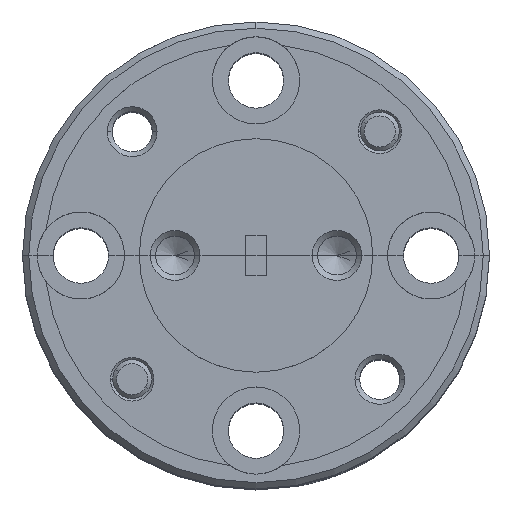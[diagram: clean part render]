
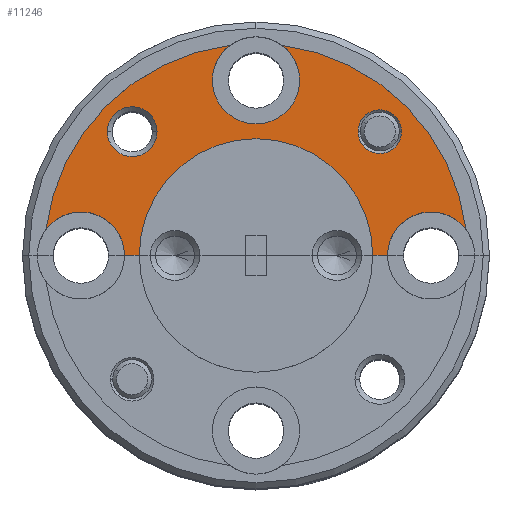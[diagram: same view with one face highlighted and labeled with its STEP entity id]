
A CAD part, top view. The second image highlights one B-rep face of the part: STEP entity #11246.
In plain terms, the highlighted planar face has unit normal (0, 0, 1).
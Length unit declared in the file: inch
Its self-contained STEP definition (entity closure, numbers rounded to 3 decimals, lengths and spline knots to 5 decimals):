
#337 = VERTEX_POINT ( 'NONE', #2018 ) ;
#367 = EDGE_CURVE ( 'NONE', #5923, #1354, #6172, .T. ) ;
#400 = CIRCLE ( 'NONE', #10700, 0.04 ) ;
#483 = VECTOR ( 'NONE', #7764, 39.37008 ) ;
#502 = DIRECTION ( 'NONE',  ( 1., 0., 0. ) ) ;
#634 = FACE_BOUND ( 'NONE', #11449, .T. ) ;
#981 = CARTESIAN_POINT ( 'NONE',  ( 0., 0.28125, -0.02 ) ) ;
#1267 = VERTEX_POINT ( 'NONE', #9972 ) ;
#1351 = DIRECTION ( 'NONE',  ( 0., 0., 1. ) ) ;
#1354 = VERTEX_POINT ( 'NONE', #8306 ) ;
#1362 = AXIS2_PLACEMENT_3D ( 'NONE', #4707, #8950, #502 ) ;
#1530 = CIRCLE ( 'NONE', #8188, 0.035 ) ;
#1674 = EDGE_CURVE ( 'NONE', #2978, #1782, #10794, .T. ) ;
#1681 = CARTESIAN_POINT ( 'NONE',  ( -0.28125, 0., -0.02 ) ) ;
#1782 = VERTEX_POINT ( 'NONE', #10019 ) ;
#1819 = ORIENTED_EDGE ( 'NONE', *, *, #11307, .F. ) ;
#2001 = ORIENTED_EDGE ( 'NONE', *, *, #7837, .F. ) ;
#2010 = DIRECTION ( 'NONE',  ( 0., 0., 1. ) ) ;
#2013 = CARTESIAN_POINT ( 'NONE',  ( 0.33743, 0.04177, -0.02 ) ) ;
#2018 = CARTESIAN_POINT ( 'NONE',  ( -0.21125, 0., -0.02 ) ) ;
#2054 = CARTESIAN_POINT ( 'NONE',  ( -0.23887, 0.19887, -0.02 ) ) ;
#2373 = CIRCLE ( 'NONE', #10948, 0.07 ) ;
#2396 = AXIS2_PLACEMENT_3D ( 'NONE', #10751, #2546, #3603 ) ;
#2400 = CARTESIAN_POINT ( 'NONE',  ( 0.16387, 0.19887, -0.02 ) ) ;
#2497 = DIRECTION ( 'NONE',  ( 1., 0., 0. ) ) ;
#2531 = DIRECTION ( 'NONE',  ( 1., 0., 0. ) ) ;
#2546 = DIRECTION ( 'NONE',  ( 0., 0., 1. ) ) ;
#2592 = AXIS2_PLACEMENT_3D ( 'NONE', #981, #4043, #3975 ) ;
#2754 = DIRECTION ( 'NONE',  ( 1., 0., 0. ) ) ;
#2756 = CARTESIAN_POINT ( 'NONE',  ( 0., 0.28125, -0.02 ) ) ;
#2790 = DIRECTION ( 'NONE',  ( 1., 0., 0. ) ) ;
#2874 = ORIENTED_EDGE ( 'NONE', *, *, #9416, .F. ) ;
#2884 = DIRECTION ( 'NONE',  ( 0., 0., 1. ) ) ;
#2927 = DIRECTION ( 'NONE',  ( 1., 0., 0. ) ) ;
#2978 = VERTEX_POINT ( 'NONE', #3740 ) ;
#2994 = DIRECTION ( 'NONE',  ( 0., 0., 1. ) ) ;
#3012 = DIRECTION ( 'NONE',  ( 1., 0., 0. ) ) ;
#3106 = CIRCLE ( 'NONE', #5901, 0.34 ) ;
#3373 = EDGE_CURVE ( 'NONE', #5685, #12789, #3106, .T. ) ;
#3489 = DIRECTION ( 'NONE',  ( 1., 0., 0. ) ) ;
#3545 = DIRECTION ( 'NONE',  ( 0., 0., 1. ) ) ;
#3603 = DIRECTION ( 'NONE',  ( 1., 0., 0. ) ) ;
#3641 = CIRCLE ( 'NONE', #11166, 0.035 ) ;
#3740 = CARTESIAN_POINT ( 'NONE',  ( 0.1875, 0., -0.02 ) ) ;
#3975 = DIRECTION ( 'NONE',  ( 1., 0., 0. ) ) ;
#3976 = VERTEX_POINT ( 'NONE', #9511 ) ;
#3997 = AXIS2_PLACEMENT_3D ( 'NONE', #7996, #2994, #2927 ) ;
#4043 = DIRECTION ( 'NONE',  ( 0., 0., 1. ) ) ;
#4118 = ORIENTED_EDGE ( 'NONE', *, *, #6461, .F. ) ;
#4311 = EDGE_CURVE ( 'NONE', #9142, #12733, #400, .T. ) ;
#4707 = CARTESIAN_POINT ( 'NONE',  ( 0., 0., -0.02 ) ) ;
#4762 = CIRCLE ( 'NONE', #11834, 0.07 ) ;
#5492 = DIRECTION ( 'NONE',  ( 1., 0., 0. ) ) ;
#5685 = VERTEX_POINT ( 'NONE', #2013 ) ;
#5901 = AXIS2_PLACEMENT_3D ( 'NONE', #8718, #11922, #2790 ) ;
#5923 = VERTEX_POINT ( 'NONE', #6126 ) ;
#6126 = CARTESIAN_POINT ( 'NONE',  ( -0.04177, 0.33743, -0.02 ) ) ;
#6172 = CIRCLE ( 'NONE', #3997, 0.34 ) ;
#6364 = ORIENTED_EDGE ( 'NONE', *, *, #4311, .F. ) ;
#6461 = EDGE_CURVE ( 'NONE', #5923, #10987, #11609, .T. ) ;
#6465 = CARTESIAN_POINT ( 'NONE',  ( 0.04177, 0.33742, -0.02 ) ) ;
#6852 = CARTESIAN_POINT ( 'NONE',  ( 0., 0.28125, -0.02 ) ) ;
#6902 = CARTESIAN_POINT ( 'NONE',  ( -0.19887, 0.19887, -0.02 ) ) ;
#6977 = EDGE_CURVE ( 'NONE', #1267, #9869, #3641, .T. ) ;
#7108 = ORIENTED_EDGE ( 'NONE', *, *, #11505, .F. ) ;
#7242 = CARTESIAN_POINT ( 'NONE',  ( -0.07, 0.28125, -0.02 ) ) ;
#7262 = EDGE_CURVE ( 'NONE', #9869, #1267, #1530, .T. ) ;
#7270 = AXIS2_PLACEMENT_3D ( 'NONE', #8469, #10607, #2531 ) ;
#7321 = LINE ( 'NONE', #11039, #483 ) ;
#7438 = ORIENTED_EDGE ( 'NONE', *, *, #6977, .F. ) ;
#7719 = EDGE_LOOP ( 'NONE', ( #7438, #9442 ) ) ;
#7764 = DIRECTION ( 'NONE',  ( -1., 0., 0. ) ) ;
#7835 = FACE_BOUND ( 'NONE', #7719, .T. ) ;
#7837 = EDGE_CURVE ( 'NONE', #1782, #337, #9464, .T. ) ;
#7893 = PLANE ( 'NONE',  #10109 ) ;
#7989 = DIRECTION ( 'NONE',  ( 1., 0., 0. ) ) ;
#7996 = CARTESIAN_POINT ( 'NONE',  ( 0., 0., -0.02 ) ) ;
#8098 = ORIENTED_EDGE ( 'NONE', *, *, #10840, .F. ) ;
#8188 = AXIS2_PLACEMENT_3D ( 'NONE', #10547, #1351, #5492 ) ;
#8229 = VERTEX_POINT ( 'NONE', #12083 ) ;
#8277 = ORIENTED_EDGE ( 'NONE', *, *, #11938, .F. ) ;
#8306 = CARTESIAN_POINT ( 'NONE',  ( -0.33743, 0.04177, -0.02 ) ) ;
#8326 = CARTESIAN_POINT ( 'NONE',  ( -0.375, 0., -0.02 ) ) ;
#8446 = ORIENTED_EDGE ( 'NONE', *, *, #367, .T. ) ;
#8469 = CARTESIAN_POINT ( 'NONE',  ( -0.19887, 0.19887, -0.02 ) ) ;
#8718 = CARTESIAN_POINT ( 'NONE',  ( 0., 0., -0.02 ) ) ;
#8779 = ORIENTED_EDGE ( 'NONE', *, *, #1674, .F. ) ;
#8843 = DIRECTION ( 'NONE',  ( -1., 0., 0. ) ) ;
#8876 = DIRECTION ( 'NONE',  ( 0., 0., 1. ) ) ;
#8950 = DIRECTION ( 'NONE',  ( 0., 0., 1. ) ) ;
#9142 = VERTEX_POINT ( 'NONE', #2054 ) ;
#9346 = ORIENTED_EDGE ( 'NONE', *, *, #3373, .T. ) ;
#9416 = EDGE_CURVE ( 'NONE', #337, #1354, #2373, .T. ) ;
#9442 = ORIENTED_EDGE ( 'NONE', *, *, #7262, .F. ) ;
#9464 = LINE ( 'NONE', #8326, #10558 ) ;
#9511 = CARTESIAN_POINT ( 'NONE',  ( 0.21125, 0., -0.02 ) ) ;
#9869 = VERTEX_POINT ( 'NONE', #2400 ) ;
#9972 = CARTESIAN_POINT ( 'NONE',  ( 0.23387, 0.19887, -0.02 ) ) ;
#10019 = CARTESIAN_POINT ( 'NONE',  ( -0.1875, 0., -0.02 ) ) ;
#10109 = AXIS2_PLACEMENT_3D ( 'NONE', #13031, #11152, #2754 ) ;
#10547 = CARTESIAN_POINT ( 'NONE',  ( 0.19887, 0.19887, -0.02 ) ) ;
#10558 = VECTOR ( 'NONE', #8843, 39.37008 ) ;
#10607 = DIRECTION ( 'NONE',  ( 0., 0., 1. ) ) ;
#10696 = CIRCLE ( 'NONE', #7270, 0.04 ) ;
#10700 = AXIS2_PLACEMENT_3D ( 'NONE', #6902, #3545, #3489 ) ;
#10751 = CARTESIAN_POINT ( 'NONE',  ( 0.28125, 0., -0.02 ) ) ;
#10794 = CIRCLE ( 'NONE', #1362, 0.1875 ) ;
#10840 = EDGE_CURVE ( 'NONE', #5685, #3976, #11403, .T. ) ;
#10948 = AXIS2_PLACEMENT_3D ( 'NONE', #1681, #8876, #2497 ) ;
#10987 = VERTEX_POINT ( 'NONE', #7242 ) ;
#11021 = CARTESIAN_POINT ( 'NONE',  ( -0.15887, 0.19887, -0.02 ) ) ;
#11039 = CARTESIAN_POINT ( 'NONE',  ( -0.375, 0., -0.02 ) ) ;
#11152 = DIRECTION ( 'NONE',  ( 0., 0., 1. ) ) ;
#11166 = AXIS2_PLACEMENT_3D ( 'NONE', #11924, #2010, #7989 ) ;
#11230 = DIRECTION ( 'NONE',  ( 0., 0., 1. ) ) ;
#11246 = ADVANCED_FACE ( 'NONE', ( #634, #7835, #12989 ), #7893, .T. ) ;
#11307 = EDGE_CURVE ( 'NONE', #10987, #8229, #12476, .T. ) ;
#11403 = CIRCLE ( 'NONE', #2396, 0.07 ) ;
#11449 = EDGE_LOOP ( 'NONE', ( #12876, #6364 ) ) ;
#11505 = EDGE_CURVE ( 'NONE', #3976, #2978, #7321, .T. ) ;
#11609 = CIRCLE ( 'NONE', #2592, 0.07 ) ;
#11834 = AXIS2_PLACEMENT_3D ( 'NONE', #2756, #2884, #13234 ) ;
#11922 = DIRECTION ( 'NONE',  ( 0., 0., 1. ) ) ;
#11924 = CARTESIAN_POINT ( 'NONE',  ( 0.19887, 0.19887, -0.02 ) ) ;
#11938 = EDGE_CURVE ( 'NONE', #8229, #12789, #4762, .T. ) ;
#12083 = CARTESIAN_POINT ( 'NONE',  ( 0.07, 0.28125, -0.02 ) ) ;
#12476 = CIRCLE ( 'NONE', #12901, 0.07 ) ;
#12579 = EDGE_CURVE ( 'NONE', #12733, #9142, #10696, .T. ) ;
#12733 = VERTEX_POINT ( 'NONE', #11021 ) ;
#12789 = VERTEX_POINT ( 'NONE', #6465 ) ;
#12876 = ORIENTED_EDGE ( 'NONE', *, *, #12579, .F. ) ;
#12901 = AXIS2_PLACEMENT_3D ( 'NONE', #6852, #11230, #3012 ) ;
#12904 = EDGE_LOOP ( 'NONE', ( #8098, #9346, #8277, #1819, #4118, #8446, #2874, #2001, #8779, #7108 ) ) ;
#12989 = FACE_OUTER_BOUND ( 'NONE', #12904, .T. ) ;
#13031 = CARTESIAN_POINT ( 'NONE',  ( 0., 0., -0.02 ) ) ;
#13234 = DIRECTION ( 'NONE',  ( 1., 0., 0. ) ) ;
